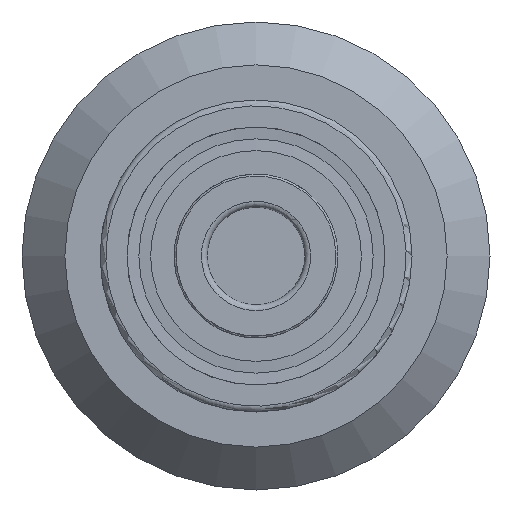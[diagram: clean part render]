
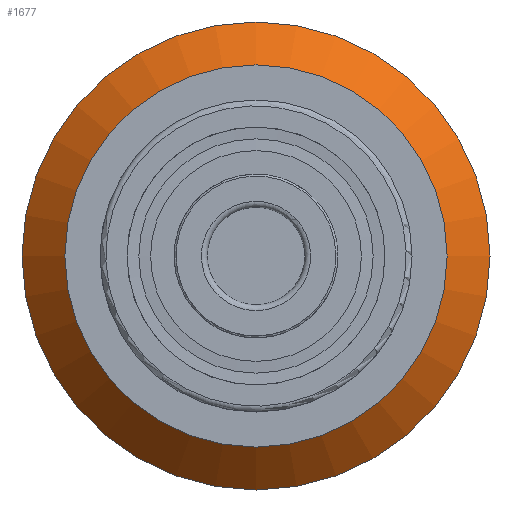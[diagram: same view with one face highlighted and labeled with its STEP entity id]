
A CAD part, left-side view. The second image highlights one B-rep face of the part: STEP entity #1677.
In plain terms, the highlighted conical face has half-angle 45 degrees and reference radius 10.9 mm.
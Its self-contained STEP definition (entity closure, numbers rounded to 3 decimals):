
#39=CONICAL_SURFACE('',#1920,10.9,0.785);
#79=LINE('',#3255,#128);
#128=VECTOR('',#2357,10.9);
#309=FACE_OUTER_BOUND('',#422,.T.);
#422=EDGE_LOOP('',(#1260,#1261,#1262,#1263));
#569=CIRCLE('',#1921,9.8);
#570=CIRCLE('',#1922,12.);
#738=VERTEX_POINT('',#3252);
#739=VERTEX_POINT('',#3254);
#932=EDGE_CURVE('',#738,#738,#569,.T.);
#933=EDGE_CURVE('',#738,#739,#79,.T.);
#934=EDGE_CURVE('',#739,#739,#570,.T.);
#1260=ORIENTED_EDGE('',*,*,#932,.F.);
#1261=ORIENTED_EDGE('',*,*,#933,.T.);
#1262=ORIENTED_EDGE('',*,*,#934,.T.);
#1263=ORIENTED_EDGE('',*,*,#933,.F.);
#1677=ADVANCED_FACE('',(#309),#39,.T.);
#1920=AXIS2_PLACEMENT_3D('',#3251,#2353,#2354);
#1921=AXIS2_PLACEMENT_3D('',#3253,#2355,#2356);
#1922=AXIS2_PLACEMENT_3D('',#3256,#2358,#2359);
#2353=DIRECTION('center_axis',(1.,0.,0.));
#2354=DIRECTION('ref_axis',(0.,0.,1.));
#2355=DIRECTION('center_axis',(-1.,0.,0.));
#2356=DIRECTION('ref_axis',(0.,0.,1.));
#2357=DIRECTION('',(0.707,0.,-0.707));
#2358=DIRECTION('center_axis',(-1.,0.,0.));
#2359=DIRECTION('ref_axis',(0.,0.,1.));
#3251=CARTESIAN_POINT('Origin',(-4.1,0.,0.));
#3252=CARTESIAN_POINT('',(-5.2,0.,-9.8));
#3253=CARTESIAN_POINT('Origin',(-5.2,0.,0.));
#3254=CARTESIAN_POINT('',(-3.,0.,-12.));
#3255=CARTESIAN_POINT('',(-4.1,0.,-10.9));
#3256=CARTESIAN_POINT('Origin',(-3.,0.,0.));
